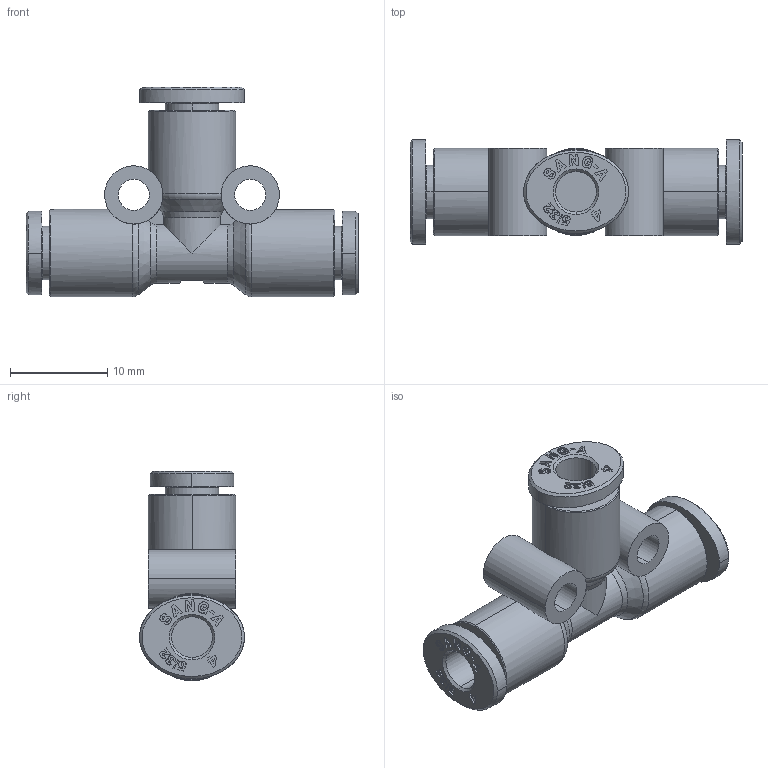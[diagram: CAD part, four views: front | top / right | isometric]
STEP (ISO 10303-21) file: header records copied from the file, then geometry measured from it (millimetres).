
FILE_DESCRIPTION((''),'2;1');
FILE_NAME('GPUT 04(3D).stp','2012-12-27T14:48:29',(''),(''),'Mechanical Desktop.R8.0.24.0','Mechanical Desktop.R8.0.24.0',', , ');
FILE_SCHEMA(('CONFIG_CONTROL_DESIGN'));
Length unit declared in the file: millimetre
Products named in the file (2): GPUT 04(3D); ºÎÇ°1
Assembly tree (1 placements, depth 2):
  GPUT 04(3D)
    ºÎÇ°1
Bounding box: 34.2 x 10.8 x 21.6 mm (x, y, z)
Volume: 2325.3 mm3; surface area: 2711.3 mm2
Topology: 1 solids, 1 shells, 1178 faces, 3358 edges, 2233 vertices
Faces by surface type: plane 1001, bspline 93, cylinder 54, cone 24, torus 6
Entity records: 40265 total; most frequent: CARTESIAN_POINT 9587, ORIENTED_EDGE 6716, DIRECTION 5794, EDGE_CURVE 3358, VECTOR 2978, LINE 2978, VERTEX_POINT 2233, AXIS2_PLACEMENT_3D 1408
